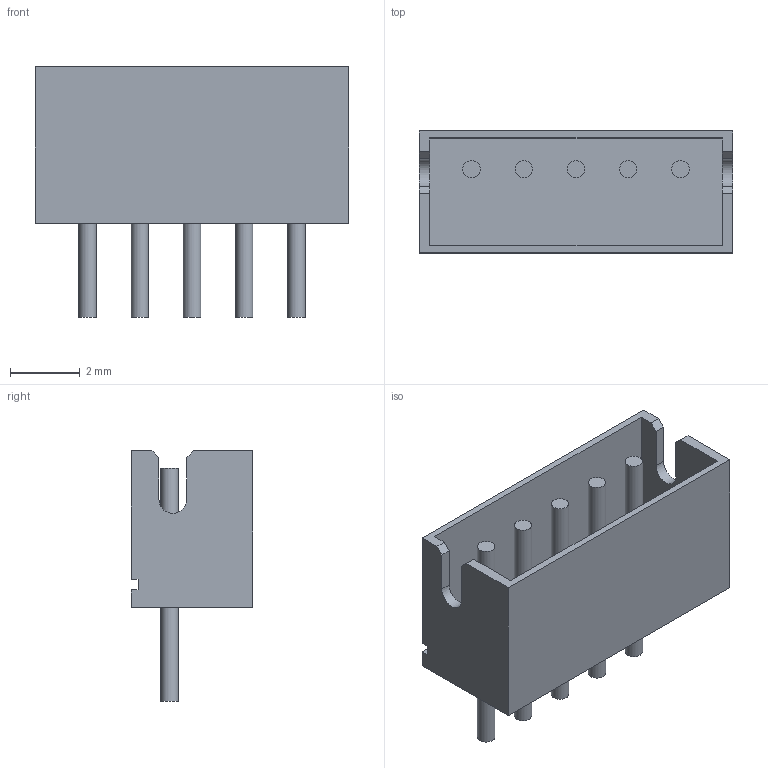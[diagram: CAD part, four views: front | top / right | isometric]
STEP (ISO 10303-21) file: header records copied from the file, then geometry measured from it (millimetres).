
FILE_DESCRIPTION(('FreeCAD Model'),'2;1');
FILE_NAME('Open CASCADE Shape Model','2021-06-28T18:21:23',(''),(''), 'Open CASCADE STEP processor 7.5','FreeCAD','Unknown');
FILE_SCHEMA(('AUTOMOTIVE_DESIGN { 1 0 10303 214 1 1 1 1 }'));
Length unit declared in the file: millimetre
Products named in the file (5): Part; Body; Array; Cylinder; Body001
Assembly tree (8 placements, depth 3):
  Part
    Body
    Array
      Cylinder  x5
    Body001
Bounding box: 9 x 3.5 x 7.2 mm (x, y, z)
Volume: 55.8 mm3; surface area: 351.2 mm2
Topology: 7 solids, 7 shells, 48 faces, 107 edges, 70 vertices
Faces by surface type: plane 41, cylinder 7
Full cylindrical faces by diameter (mm): 0.5 x5
Entity records: 2486 total; most frequent: CARTESIAN_POINT 404, DIRECTION 379, LINE 273, VECTOR 273, ORIENTED_EDGE 190, PCURVE 190, DEFINITIONAL_REPRESENTATION 190, EDGE_CURVE 95
